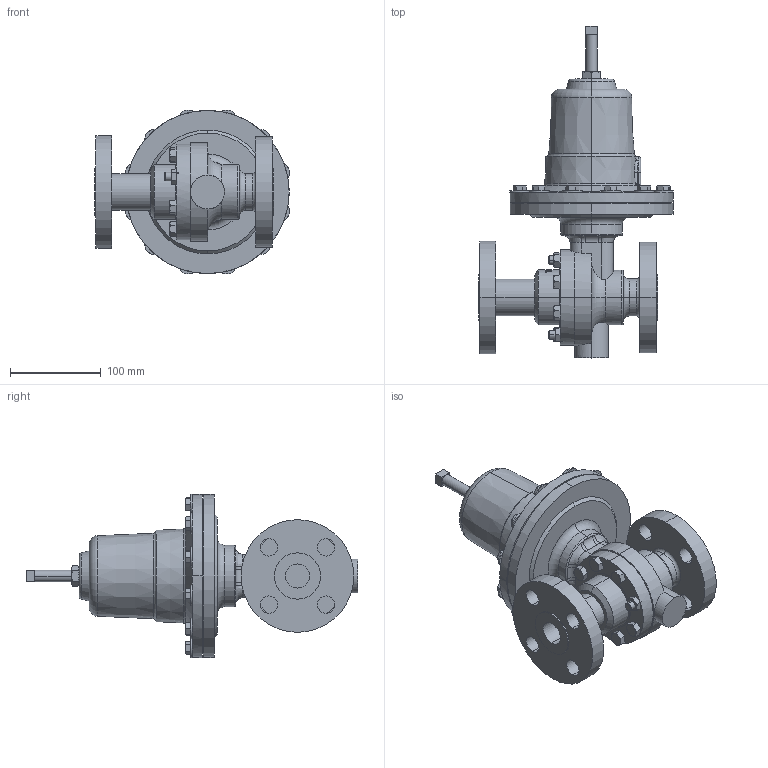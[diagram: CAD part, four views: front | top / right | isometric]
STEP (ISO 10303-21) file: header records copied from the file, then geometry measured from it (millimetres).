
FILE_DESCRIPTION (( 'STEP AP203' ), '1' );
FILE_NAME ('60-100-CS+S6-I3.STEP', '2017-07-21T12:25:13', ( '' ), ( '' ), 'SwSTEP 2.0', 'SolidWorks 2014', '' );
FILE_SCHEMA (( 'CONFIG_CONTROL_DESIGN' ));
Length unit declared in the file: inch
Products named in the file (2): 60-100-CS+S6-I3
Bounding box: 214.38 x 365 x 180.18 mm (x, y, z)
Volume: 2499281.5 mm3; surface area: 281383.7 mm2
Topology: 1 solids, 1 shells, 673 faces, 1609 edges, 997 vertices
Faces by surface type: plane 249, cone 156, cylinder 135, bspline 102, torus 29, sphere 2
Entity records: 33578 total; most frequent: CARTESIAN_POINT 18613, ORIENTED_EDGE 3218, DIRECTION 2820, EDGE_CURVE 1609, AXIS2_PLACEMENT_3D 1128, VERTEX_POINT 997, EDGE_LOOP 770, ADVANCED_FACE 673
